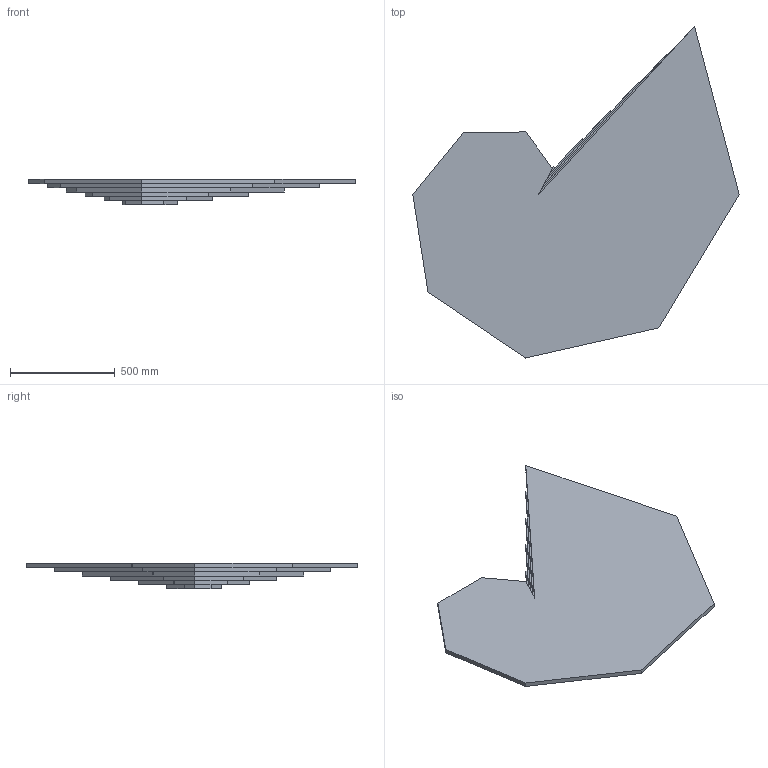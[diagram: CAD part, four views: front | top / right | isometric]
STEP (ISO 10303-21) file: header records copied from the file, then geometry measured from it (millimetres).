
FILE_DESCRIPTION(('Open CASCADE Model'),'2;1');
FILE_NAME('Open CASCADE Shape Model','2024-05-31T18:40:20',('Author'),( 'Open CASCADE'),'Open CASCADE STEP processor 7.7','Open CASCADE 7.7' ,'Unknown');
FILE_SCHEMA(('AUTOMOTIVE_DESIGN { 1 0 10303 214 1 1 1 1 }'));
Length unit declared in the file: millimetre
Products named in the file (1): Open CASCADE STEP translator 7.7 8
Bounding box: 1560 x 1586.1 x 120 mm (x, y, z)
Volume: 71553265 mm3; surface area: 3248000.3 mm2
Topology: 1 solids, 7 shells, 114 faces, 290 edges, 190 vertices
Faces by surface type: plane 108, cylinder 6
Entity records: 7110 total; most frequent: CARTESIAN_POINT 1199, DIRECTION 1088, LINE 822, VECTOR 822, ORIENTED_EDGE 580, PCURVE 580, DEFINITIONAL_REPRESENTATION 580, EDGE_CURVE 290
